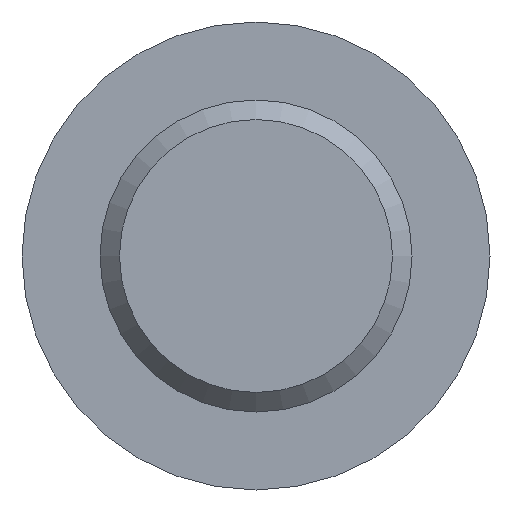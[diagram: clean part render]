
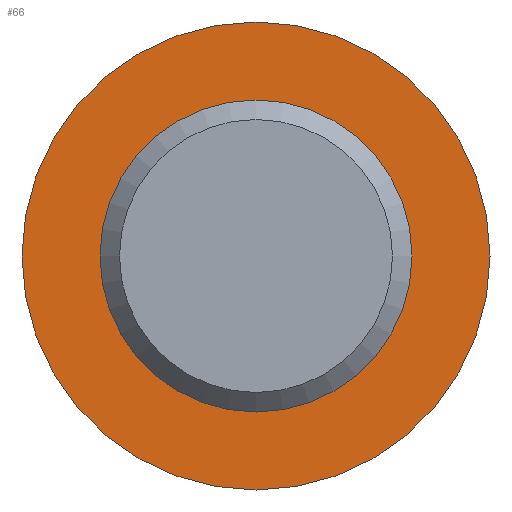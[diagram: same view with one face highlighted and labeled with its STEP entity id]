
A CAD part, front view. The second image highlights one B-rep face of the part: STEP entity #66.
In plain terms, the highlighted planar face has unit normal (0, -1, 0).
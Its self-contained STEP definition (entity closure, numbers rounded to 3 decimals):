
#6 = CARTESIAN_POINT ( 'NONE',  ( 0., 160., -15. ) ) ;
#21 = DIRECTION ( 'NONE',  ( 0., 1., 0. ) ) ;
#51 = VERTEX_POINT ( 'NONE', #6 ) ;
#56 = CARTESIAN_POINT ( 'NONE',  ( 0., 160., -10. ) ) ;
#66 = ADVANCED_FACE ( 'NONE', ( #325, #280 ), #276, .F. ) ;
#75 = EDGE_CURVE ( 'NONE', #205, #205, #300, .T. ) ;
#117 = EDGE_LOOP ( 'NONE', ( #347 ) ) ;
#148 = EDGE_CURVE ( 'NONE', #51, #51, #256, .T. ) ;
#190 = DIRECTION ( 'NONE',  ( 0., -1., 0. ) ) ;
#193 = DIRECTION ( 'NONE',  ( 0., 0., -1. ) ) ;
#195 = CARTESIAN_POINT ( 'NONE',  ( -10., 160., 0. ) ) ;
#205 = VERTEX_POINT ( 'NONE', #56 ) ;
#207 = DIRECTION ( 'NONE',  ( 0., -1., 0. ) ) ;
#208 = AXIS2_PLACEMENT_3D ( 'NONE', #476, #190, #193 ) ;
#256 = CIRCLE ( 'NONE', #374, 15. ) ;
#261 = DIRECTION ( 'NONE',  ( 0., 0., -1. ) ) ;
#276 = PLANE ( 'NONE',  #541 ) ;
#280 = FACE_OUTER_BOUND ( 'NONE', #438, .T. ) ;
#300 = CIRCLE ( 'NONE', #208, 10. ) ;
#319 = DIRECTION ( 'NONE',  ( 0., 0., 1. ) ) ;
#325 = FACE_BOUND ( 'NONE', #117, .T. ) ;
#347 = ORIENTED_EDGE ( 'NONE', *, *, #75, .F. ) ;
#374 = AXIS2_PLACEMENT_3D ( 'NONE', #459, #207, #261 ) ;
#391 = ORIENTED_EDGE ( 'NONE', *, *, #148, .T. ) ;
#438 = EDGE_LOOP ( 'NONE', ( #391 ) ) ;
#459 = CARTESIAN_POINT ( 'NONE',  ( 0., 160., 0. ) ) ;
#476 = CARTESIAN_POINT ( 'NONE',  ( 0., 160., 0. ) ) ;
#541 = AXIS2_PLACEMENT_3D ( 'NONE', #195, #21, #319 ) ;
